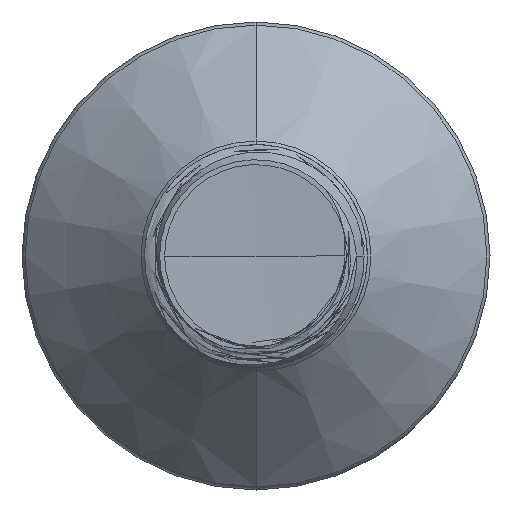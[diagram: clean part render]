
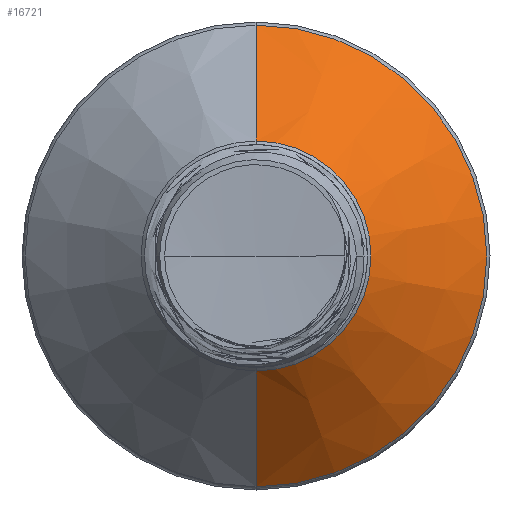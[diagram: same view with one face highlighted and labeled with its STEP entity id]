
A CAD part, front view. The second image highlights one B-rep face of the part: STEP entity #16721.
In plain terms, the highlighted conical face has half-angle 45 degrees and reference radius 2.064 mm.
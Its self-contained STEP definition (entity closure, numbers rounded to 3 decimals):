
#682 = ORIENTED_EDGE ( 'NONE', *, *, #17910, .F. ) ;
#730 = AXIS2_PLACEMENT_3D ( 'NONE', #17367, #6924, #18816 ) ;
#1587 = CARTESIAN_POINT ( 'NONE',  ( 0., 7.786, -2.064 ) ) ;
#3284 = CARTESIAN_POINT ( 'NONE',  ( 0., 9.865, 0. ) ) ;
#5131 = VECTOR ( 'NONE', #11974, 1000. ) ;
#5132 = DIRECTION ( 'NONE',  ( 0., 0., 1. ) ) ;
#6286 = ORIENTED_EDGE ( 'NONE', *, *, #10325, .F. ) ;
#6924 = DIRECTION ( 'NONE',  ( 0., 1., 0. ) ) ;
#7029 = VERTEX_POINT ( 'NONE', #19979 ) ;
#7181 = EDGE_CURVE ( 'NONE', #10201, #8040, #12613, .T. ) ;
#7240 = VERTEX_POINT ( 'NONE', #19035 ) ;
#7829 = CARTESIAN_POINT ( 'NONE',  ( 0., 9.865, -4.143 ) ) ;
#8040 = VERTEX_POINT ( 'NONE', #7829 ) ;
#10101 = DIRECTION ( 'NONE',  ( 0., 0., 1. ) ) ;
#10201 = VERTEX_POINT ( 'NONE', #15740 ) ;
#10325 = EDGE_CURVE ( 'NONE', #7240, #8040, #18014, .T. ) ;
#10349 = DIRECTION ( 'NONE',  ( 0., 1., 0. ) ) ;
#10490 = AXIS2_PLACEMENT_3D ( 'NONE', #3284, #15888, #5132 ) ;
#11108 = EDGE_LOOP ( 'NONE', ( #17130, #18040, #6286, #682 ) ) ;
#11911 = CARTESIAN_POINT ( 'NONE',  ( 0., 7.786, 0. ) ) ;
#11974 = DIRECTION ( 'NONE',  ( 0., 0.707, 0.707 ) ) ;
#12613 = LINE ( 'NONE', #1587, #16603 ) ;
#12815 = CIRCLE ( 'NONE', #730, 2.064 ) ;
#14340 = DIRECTION ( 'NONE',  ( 0., 0.707, -0.707 ) ) ;
#15268 = CARTESIAN_POINT ( 'NONE',  ( 0., 7.786, 2.064 ) ) ;
#15740 = CARTESIAN_POINT ( 'NONE',  ( 0., 7.786, -2.064 ) ) ;
#15888 = DIRECTION ( 'NONE',  ( 0., 1., 0. ) ) ;
#16307 = LINE ( 'NONE', #15268, #5131 ) ;
#16603 = VECTOR ( 'NONE', #14340, 1000. ) ;
#16721 = ADVANCED_FACE ( 'NONE', ( #18207 ), #16770, .T. ) ;
#16770 = CONICAL_SURFACE ( 'NONE', #19703, 2.064, 0.785 ) ;
#17130 = ORIENTED_EDGE ( 'NONE', *, *, #19840, .T. ) ;
#17367 = CARTESIAN_POINT ( 'NONE',  ( 0., 7.786, 0. ) ) ;
#17910 = EDGE_CURVE ( 'NONE', #7029, #7240, #16307, .T. ) ;
#18014 = CIRCLE ( 'NONE', #10490, 4.143 ) ;
#18040 = ORIENTED_EDGE ( 'NONE', *, *, #7181, .T. ) ;
#18207 = FACE_OUTER_BOUND ( 'NONE', #11108, .T. ) ;
#18816 = DIRECTION ( 'NONE',  ( 0., 0., 1. ) ) ;
#19035 = CARTESIAN_POINT ( 'NONE',  ( 0., 9.865, 4.143 ) ) ;
#19703 = AXIS2_PLACEMENT_3D ( 'NONE', #11911, #10349, #10101 ) ;
#19840 = EDGE_CURVE ( 'NONE', #7029, #10201, #12815, .T. ) ;
#19979 = CARTESIAN_POINT ( 'NONE',  ( 0., 7.786, 2.064 ) ) ;
